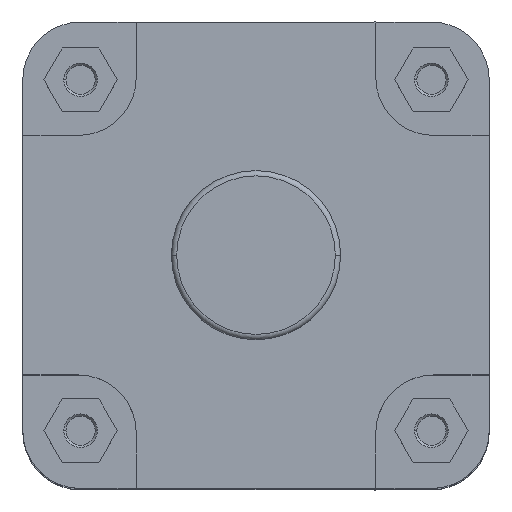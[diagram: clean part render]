
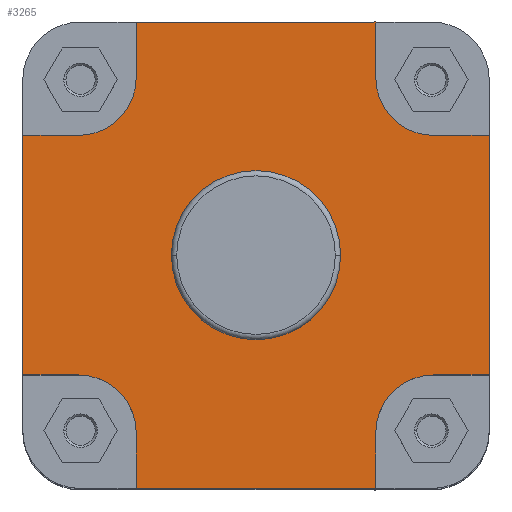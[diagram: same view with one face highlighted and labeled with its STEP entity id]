
A CAD part, top view. The second image highlights one B-rep face of the part: STEP entity #3265.
In plain terms, the highlighted planar face has unit normal (0, 0, 1).
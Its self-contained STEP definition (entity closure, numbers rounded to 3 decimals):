
#344 = EDGE_CURVE ( 'NONE', #1218, #1445, #6619, .T. ) ;
#352 = EDGE_CURVE ( 'NONE', #1337, #1296, #6637, .T. ) ;
#379 = EDGE_CURVE ( 'NONE', #1226, #1229, #6682, .T. ) ;
#406 = EDGE_CURVE ( 'NONE', #1445, #1199, #6725, .T. ) ;
#409 = EDGE_CURVE ( 'NONE', #1199, #1476, #6715, .T. ) ;
#415 = EDGE_CURVE ( 'NONE', #1218, #1374, #6734, .T. ) ;
#427 = EDGE_CURVE ( 'NONE', #1229, #1226, #6757, .T. ) ;
#428 = EDGE_CURVE ( 'NONE', #1520, #1374, #6746, .T. ) ;
#451 = EDGE_CURVE ( 'NONE', #1132, #1126, #6793, .T. ) ;
#472 = EDGE_CURVE ( 'NONE', #1534, #1456, #3390, .T. ) ;
#474 = EDGE_CURVE ( 'NONE', #1296, #1534, #6822, .T. ) ;
#475 = EDGE_CURVE ( 'NONE', #1376, #1476, #3401, .T. ) ;
#516 = EDGE_CURVE ( 'NONE', #1508, #1337, #3475, .T. ) ;
#533 = EDGE_CURVE ( 'NONE', #1221, #1488, #3504, .T. ) ;
#541 = EDGE_CURVE ( 'NONE', #1126, #1221, #3496, .T. ) ;
#542 = EDGE_CURVE ( 'NONE', #1376, #1132, #3522, .T. ) ;
#551 = EDGE_CURVE ( 'NONE', #1456, #1520, #3542, .T. ) ;
#553 = EDGE_CURVE ( 'NONE', #1488, #1508, #3543, .T. ) ;
#703 = AXIS2_PLACEMENT_3D ( 'NONE', #2672, #2682, #2683 ) ;
#713 = AXIS2_PLACEMENT_3D ( 'NONE', #2745, #2746, #2747 ) ;
#722 = AXIS2_PLACEMENT_3D ( 'NONE', #2797, #2798, #2799 ) ;
#731 = AXIS2_PLACEMENT_3D ( 'NONE', #2858, #2859, #2860 ) ;
#744 = AXIS2_PLACEMENT_3D ( 'NONE', #2998, #3002, #3003 ) ;
#752 = AXIS2_PLACEMENT_3D ( 'NONE', #3063, #3076, #3077 ) ;
#886 = AXIS2_PLACEMENT_3D ( 'NONE', #4901, #4915, #4916 ) ;
#1126 = VERTEX_POINT ( 'NONE', #4166 ) ;
#1132 = VERTEX_POINT ( 'NONE', #4172 ) ;
#1199 = VERTEX_POINT ( 'NONE', #4232 ) ;
#1218 = VERTEX_POINT ( 'NONE', #4243 ) ;
#1221 = VERTEX_POINT ( 'NONE', #4244 ) ;
#1226 = VERTEX_POINT ( 'NONE', #4248 ) ;
#1229 = VERTEX_POINT ( 'NONE', #4251 ) ;
#1296 = VERTEX_POINT ( 'NONE', #4292 ) ;
#1337 = VERTEX_POINT ( 'NONE', #4313 ) ;
#1374 = VERTEX_POINT ( 'NONE', #4327 ) ;
#1376 = VERTEX_POINT ( 'NONE', #4329 ) ;
#1445 = VERTEX_POINT ( 'NONE', #4379 ) ;
#1456 = VERTEX_POINT ( 'NONE', #4390 ) ;
#1476 = VERTEX_POINT ( 'NONE', #4408 ) ;
#1488 = VERTEX_POINT ( 'NONE', #4420 ) ;
#1508 = VERTEX_POINT ( 'NONE', #4452 ) ;
#1520 = VERTEX_POINT ( 'NONE', #4468 ) ;
#1534 = VERTEX_POINT ( 'NONE', #4480 ) ;
#1670 = EDGE_LOOP ( 'NONE', ( #5999, #5998 ) ) ;
#2591 = CARTESIAN_POINT ( 'NONE',  ( -56.5, -83.75, -65.368 ) ) ;
#2594 = DIRECTION ( 'NONE',  ( 0., 1., 0. ) ) ;
#2609 = CARTESIAN_POINT ( 'NONE',  ( 110., 56.5, -65.368 ) ) ;
#2612 = DIRECTION ( 'NONE',  ( 1., 0., 0. ) ) ;
#2672 = CARTESIAN_POINT ( 'NONE',  ( 0., 0., -65.368 ) ) ;
#2682 = DIRECTION ( 'NONE',  ( 0., 0., 1. ) ) ;
#2683 = DIRECTION ( 'NONE',  ( 1., 0., 0. ) ) ;
#2745 = CARTESIAN_POINT ( 'NONE',  ( -83.75, -83.75, -65.368 ) ) ;
#2746 = DIRECTION ( 'NONE',  ( 0., 0., 1. ) ) ;
#2747 = DIRECTION ( 'NONE',  ( -1., 0., 0. ) ) ;
#2753 = CARTESIAN_POINT ( 'NONE',  ( -110., -56.5, -65.368 ) ) ;
#2754 = DIRECTION ( 'NONE',  ( -1., 0., 0. ) ) ;
#2767 = CARTESIAN_POINT ( 'NONE',  ( 0., -110., -65.368 ) ) ;
#2768 = DIRECTION ( 'NONE',  ( 1., 0., 0. ) ) ;
#2797 = CARTESIAN_POINT ( 'NONE',  ( 0., 0., -65.368 ) ) ;
#2798 = DIRECTION ( 'NONE',  ( 0., 0., 1. ) ) ;
#2799 = DIRECTION ( 'NONE',  ( 1., 0., 0. ) ) ;
#2800 = CARTESIAN_POINT ( 'NONE',  ( 56.5, -110., -65.368 ) ) ;
#2801 = DIRECTION ( 'NONE',  ( 0., -1., 0. ) ) ;
#2858 = CARTESIAN_POINT ( 'NONE',  ( -83.75, 83.75, -65.368 ) ) ;
#2859 = DIRECTION ( 'NONE',  ( 0., 0., 1. ) ) ;
#2860 = DIRECTION ( 'NONE',  ( -1., 0., 0. ) ) ;
#2891 = CARTESIAN_POINT ( 'NONE',  ( 83.75, -56.5, -65.368 ) ) ;
#2904 = DIRECTION ( 'NONE',  ( -1., 0., 0. ) ) ;
#2905 = CARTESIAN_POINT ( 'NONE',  ( 110., -242.141, -65.368 ) ) ;
#2908 = DIRECTION ( 'NONE',  ( 0., -1., 0. ) ) ;
#2909 = CARTESIAN_POINT ( 'NONE',  ( -110., -242.141, -65.368 ) ) ;
#2910 = DIRECTION ( 'NONE',  ( 0., -1., 0. ) ) ;
#2998 = CARTESIAN_POINT ( 'NONE',  ( 83.75, 83.75, -65.368 ) ) ;
#3002 = DIRECTION ( 'NONE',  ( 0., 0., 1. ) ) ;
#3003 = DIRECTION ( 'NONE',  ( -1., 0., 0. ) ) ;
#3024 = CARTESIAN_POINT ( 'NONE',  ( -56.5, 110., -65.368 ) ) ;
#3038 = CARTESIAN_POINT ( 'NONE',  ( 0., 110., -65.368 ) ) ;
#3039 = DIRECTION ( 'NONE',  ( 1., 0., 0. ) ) ;
#3055 = DIRECTION ( 'NONE',  ( 0., 1., 0. ) ) ;
#3056 = CARTESIAN_POINT ( 'NONE',  ( -83.75, 56.5, -65.368 ) ) ;
#3057 = DIRECTION ( 'NONE',  ( 1., 0., 0. ) ) ;
#3063 = CARTESIAN_POINT ( 'NONE',  ( 83.75, -83.75, -65.368 ) ) ;
#3076 = DIRECTION ( 'NONE',  ( 0., 0., 1. ) ) ;
#3077 = DIRECTION ( 'NONE',  ( -1., 0., 0. ) ) ;
#3080 = CARTESIAN_POINT ( 'NONE',  ( 56.5, 83.75, -65.368 ) ) ;
#3081 = DIRECTION ( 'NONE',  ( 0., -1., 0. ) ) ;
#3265 = ADVANCED_FACE ( 'NONE', ( #3806, #3805 ), #4914, .F. ) ;
#3390 = LINE ( 'NONE', #2891, #3395 ) ;
#3395 = VECTOR ( 'NONE', #2904, 1000. ) ;
#3399 = VECTOR ( 'NONE', #2908, 1000. ) ;
#3401 = LINE ( 'NONE', #2909, #3402 ) ;
#3402 = VECTOR ( 'NONE', #2910, 1000. ) ;
#3475 = CIRCLE ( 'NONE', #744, 27.25 ) ;
#3496 = LINE ( 'NONE', #3024, #3520 ) ;
#3504 = LINE ( 'NONE', #3038, #3505 ) ;
#3505 = VECTOR ( 'NONE', #3039, 1000. ) ;
#3520 = VECTOR ( 'NONE', #3055, 1000. ) ;
#3522 = LINE ( 'NONE', #3056, #3523 ) ;
#3523 = VECTOR ( 'NONE', #3057, 1000. ) ;
#3542 = CIRCLE ( 'NONE', #752, 27.25 ) ;
#3543 = LINE ( 'NONE', #3080, #3544 ) ;
#3544 = VECTOR ( 'NONE', #3081, 1000. ) ;
#3805 = FACE_OUTER_BOUND ( 'NONE', #7028, .T. ) ;
#3806 = FACE_BOUND ( 'NONE', #1670, .T. ) ;
#4166 = CARTESIAN_POINT ( 'NONE',  ( -56.5, 83.75, -65.368 ) ) ;
#4172 = CARTESIAN_POINT ( 'NONE',  ( -83.75, 56.5, -65.368 ) ) ;
#4232 = CARTESIAN_POINT ( 'NONE',  ( -83.75, -56.5, -65.368 ) ) ;
#4243 = CARTESIAN_POINT ( 'NONE',  ( -56.5, -110., -65.368 ) ) ;
#4244 = CARTESIAN_POINT ( 'NONE',  ( -56.5, 110., -65.368 ) ) ;
#4248 = CARTESIAN_POINT ( 'NONE',  ( -39.9, 0., -65.368 ) ) ;
#4251 = CARTESIAN_POINT ( 'NONE',  ( 39.9, 0., -65.368 ) ) ;
#4292 = CARTESIAN_POINT ( 'NONE',  ( 110., 56.5, -65.368 ) ) ;
#4313 = CARTESIAN_POINT ( 'NONE',  ( 83.75, 56.5, -65.368 ) ) ;
#4327 = CARTESIAN_POINT ( 'NONE',  ( 56.5, -110., -65.368 ) ) ;
#4329 = CARTESIAN_POINT ( 'NONE',  ( -110., 56.5, -65.368 ) ) ;
#4379 = CARTESIAN_POINT ( 'NONE',  ( -56.5, -83.75, -65.368 ) ) ;
#4390 = CARTESIAN_POINT ( 'NONE',  ( 83.75, -56.5, -65.368 ) ) ;
#4408 = CARTESIAN_POINT ( 'NONE',  ( -110., -56.5, -65.368 ) ) ;
#4420 = CARTESIAN_POINT ( 'NONE',  ( 56.5, 110., -65.368 ) ) ;
#4452 = CARTESIAN_POINT ( 'NONE',  ( 56.5, 83.75, -65.368 ) ) ;
#4468 = CARTESIAN_POINT ( 'NONE',  ( 56.5, -83.75, -65.368 ) ) ;
#4480 = CARTESIAN_POINT ( 'NONE',  ( 110., -56.5, -65.368 ) ) ;
#4901 = CARTESIAN_POINT ( 'NONE',  ( 0., 39.9, -65.368 ) ) ;
#4914 = PLANE ( 'NONE',  #886 ) ;
#4915 = DIRECTION ( 'NONE',  ( 0., 0., -1. ) ) ;
#4916 = DIRECTION ( 'NONE',  ( -1., 0., 0. ) ) ;
#5982 = ORIENTED_EDGE ( 'NONE', *, *, #542, .F. ) ;
#5983 = ORIENTED_EDGE ( 'NONE', *, *, #451, .F. ) ;
#5984 = ORIENTED_EDGE ( 'NONE', *, *, #541, .F. ) ;
#5985 = ORIENTED_EDGE ( 'NONE', *, *, #533, .F. ) ;
#5986 = ORIENTED_EDGE ( 'NONE', *, *, #553, .F. ) ;
#5987 = ORIENTED_EDGE ( 'NONE', *, *, #516, .F. ) ;
#5988 = ORIENTED_EDGE ( 'NONE', *, *, #352, .F. ) ;
#5989 = ORIENTED_EDGE ( 'NONE', *, *, #474, .F. ) ;
#5990 = ORIENTED_EDGE ( 'NONE', *, *, #472, .F. ) ;
#5991 = ORIENTED_EDGE ( 'NONE', *, *, #551, .F. ) ;
#5992 = ORIENTED_EDGE ( 'NONE', *, *, #428, .F. ) ;
#5993 = ORIENTED_EDGE ( 'NONE', *, *, #415, .T. ) ;
#5994 = ORIENTED_EDGE ( 'NONE', *, *, #344, .F. ) ;
#5995 = ORIENTED_EDGE ( 'NONE', *, *, #406, .F. ) ;
#5996 = ORIENTED_EDGE ( 'NONE', *, *, #409, .F. ) ;
#5997 = ORIENTED_EDGE ( 'NONE', *, *, #475, .T. ) ;
#5998 = ORIENTED_EDGE ( 'NONE', *, *, #379, .F. ) ;
#5999 = ORIENTED_EDGE ( 'NONE', *, *, #427, .F. ) ;
#6619 = LINE ( 'NONE', #2591, #6628 ) ;
#6628 = VECTOR ( 'NONE', #2594, 1000. ) ;
#6637 = LINE ( 'NONE', #2609, #6640 ) ;
#6640 = VECTOR ( 'NONE', #2612, 1000. ) ;
#6682 = CIRCLE ( 'NONE', #703, 39.9 ) ;
#6715 = LINE ( 'NONE', #2753, #6723 ) ;
#6723 = VECTOR ( 'NONE', #2754, 1000. ) ;
#6725 = CIRCLE ( 'NONE', #713, 27.25 ) ;
#6734 = LINE ( 'NONE', #2767, #6735 ) ;
#6735 = VECTOR ( 'NONE', #2768, 1000. ) ;
#6746 = LINE ( 'NONE', #2800, #6748 ) ;
#6748 = VECTOR ( 'NONE', #2801, 1000. ) ;
#6757 = CIRCLE ( 'NONE', #722, 39.9 ) ;
#6793 = CIRCLE ( 'NONE', #731, 27.25 ) ;
#6822 = LINE ( 'NONE', #2905, #3399 ) ;
#7028 = EDGE_LOOP ( 'NONE', ( #5997, #5996, #5995, #5994, #5993, #5992, #5991, #5990, #5989, #5988, #5987, #5986, #5985, #5984, #5983, #5982 ) ) ;
